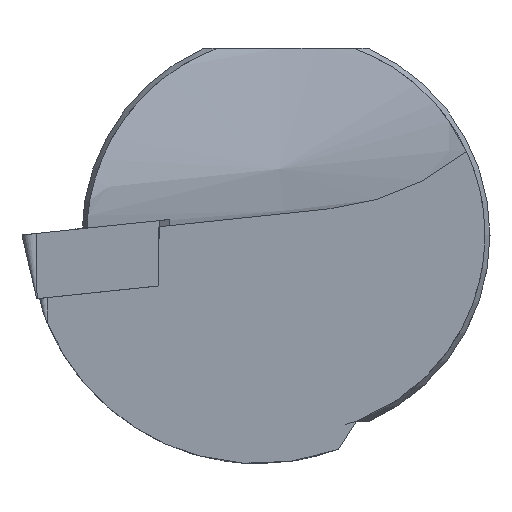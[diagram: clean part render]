
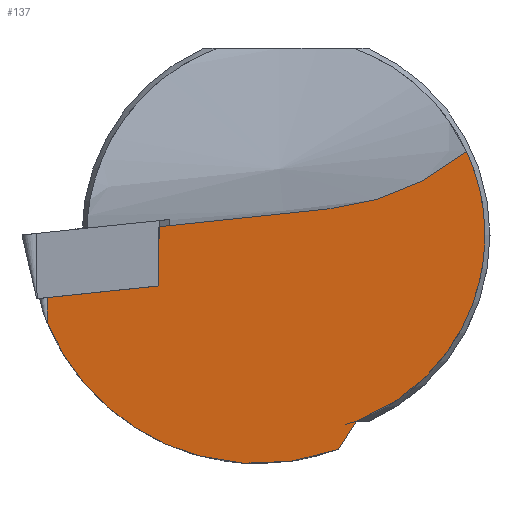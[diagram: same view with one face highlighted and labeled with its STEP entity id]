
A CAD part, left-side view. The second image highlights one B-rep face of the part: STEP entity #137.
In plain terms, the highlighted planar face has unit normal (-0.612, -0.79, -0.04).
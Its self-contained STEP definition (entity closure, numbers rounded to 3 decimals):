
#137=ADVANCED_FACE('',(#183),#166,.T.);
#166=PLANE('',#597);
#183=FACE_OUTER_BOUND('',#211,.T.);
#211=EDGE_LOOP('',(#271,#272,#273,#274,#275,#276,#277,#278));
#241=ELLIPSE('',#595,18.31,11.2);
#242=ELLIPSE('',#596,15.94,9.75);
#246=B_SPLINE_CURVE_WITH_KNOTS('',3,(#797,#798,#799,#800),.UNSPECIFIED.,
 .F.,.F.,(4,4),(0.,1.),.UNSPECIFIED.);
#247=B_SPLINE_CURVE_WITH_KNOTS('',3,(#804,#805,#806,#807),.UNSPECIFIED.,
 .F.,.F.,(4,4),(0.,1.),.UNSPECIFIED.);
#271=ORIENTED_EDGE('',*,*,#460,.F.);
#272=ORIENTED_EDGE('',*,*,#461,.F.);
#273=ORIENTED_EDGE('',*,*,#462,.F.);
#274=ORIENTED_EDGE('',*,*,#463,.T.);
#275=ORIENTED_EDGE('',*,*,#464,.T.);
#276=ORIENTED_EDGE('',*,*,#465,.T.);
#277=ORIENTED_EDGE('',*,*,#466,.F.);
#278=ORIENTED_EDGE('',*,*,#467,.T.);
#413=VERTEX_POINT('',#789);
#414=VERTEX_POINT('',#790);
#415=VERTEX_POINT('',#792);
#416=VERTEX_POINT('',#794);
#417=VERTEX_POINT('',#796);
#418=VERTEX_POINT('',#801);
#419=VERTEX_POINT('',#803);
#420=VERTEX_POINT('',#808);
#460=EDGE_CURVE('',#413,#414,#528,.T.);
#461=EDGE_CURVE('',#415,#413,#529,.T.);
#462=EDGE_CURVE('',#416,#415,#530,.T.);
#463=EDGE_CURVE('',#416,#417,#241,.T.);
#464=EDGE_CURVE('',#417,#418,#246,.T.);
#465=EDGE_CURVE('',#418,#419,#242,.T.);
#466=EDGE_CURVE('',#420,#419,#247,.T.);
#467=EDGE_CURVE('',#420,#414,#531,.T.);
#528=LINE('',#788,#562);
#529=LINE('',#791,#563);
#530=LINE('',#793,#564);
#531=LINE('',#809,#565);
#562=VECTOR('',#648,1.);
#563=VECTOR('',#649,1.);
#564=VECTOR('',#650,1.);
#565=VECTOR('',#655,1.);
#595=AXIS2_PLACEMENT_3D('',#795,#651,#652);
#596=AXIS2_PLACEMENT_3D('',#802,#653,#654);
#597=AXIS2_PLACEMENT_3D('',#810,#656,#657);
#648=DIRECTION('',(-0.045,-0.015,0.999));
#649=DIRECTION('',(0.788,-0.613,0.064));
#650=DIRECTION('',(-0.075,0.008,0.997));
#651=DIRECTION('',(-0.612,-0.79,-0.039));
#652=DIRECTION('',(0.791,-0.611,-0.031));
#653=DIRECTION('',(-0.612,-0.79,-0.039));
#654=DIRECTION('',(-0.791,0.611,0.031));
#655=DIRECTION('',(-0.788,0.613,-0.064));
#656=DIRECTION('',(-0.612,-0.79,-0.039));
#657=DIRECTION('',(-0.791,0.612,0.));
#788=CARTESIAN_POINT('',(8.908,6.211,0.369));
#789=CARTESIAN_POINT('',(9.036,6.254,-2.489));
#790=CARTESIAN_POINT('',(8.906,6.21,0.412));
#791=CARTESIAN_POINT('',(2.051,11.691,-3.06));
#792=CARTESIAN_POINT('',(2.051,11.691,-3.06));
#793=CARTESIAN_POINT('',(1.81,11.718,0.135));
#794=CARTESIAN_POINT('',(2.146,11.68,-4.327));
#795=CARTESIAN_POINT('',(15.211,1.35,0.));
#796=CARTESIAN_POINT('',(20.948,-2.567,-10.493));
#797=CARTESIAN_POINT('',(20.948,-2.567,-10.493));
#798=CARTESIAN_POINT('',(21.308,-2.868,-10.048));
#799=CARTESIAN_POINT('',(21.66,-3.163,-9.592));
#800=CARTESIAN_POINT('',(22.,-3.45,-9.119));
#801=CARTESIAN_POINT('',(22.,-3.45,-9.119));
#802=CARTESIAN_POINT('',(16.955,0.,0.));
#803=CARTESIAN_POINT('',(28.114,-8.844,4.104));
#804=CARTESIAN_POINT('',(19.598,-2.111,1.287));
#805=CARTESIAN_POINT('',(22.57,-4.424,1.53));
#806=CARTESIAN_POINT('',(25.53,-6.757,2.378));
#807=CARTESIAN_POINT('',(28.114,-8.844,4.104));
#808=CARTESIAN_POINT('',(19.598,-2.11,1.287));
#809=CARTESIAN_POINT('',(3.568,10.365,-0.025));
#810=CARTESIAN_POINT('',(1.81,11.718,0.135));
